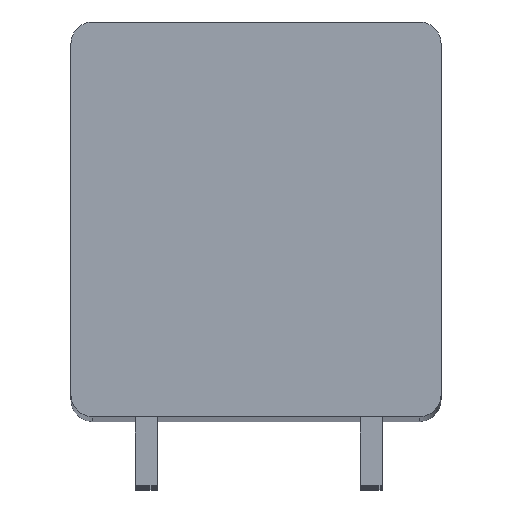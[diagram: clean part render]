
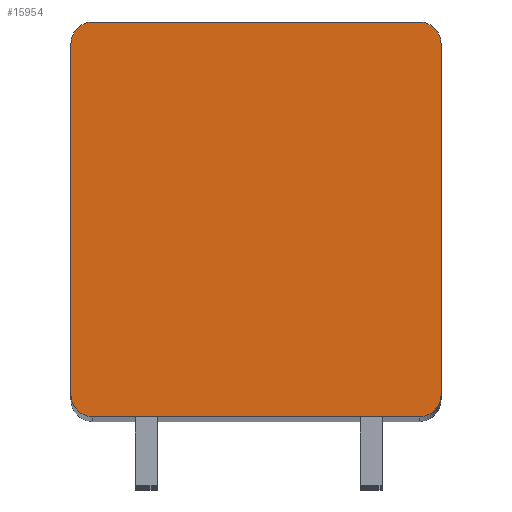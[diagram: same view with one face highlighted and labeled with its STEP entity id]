
A CAD part, top view. The second image highlights one B-rep face of the part: STEP entity #15954.
In plain terms, the highlighted planar face has unit normal (0, 0, 1).
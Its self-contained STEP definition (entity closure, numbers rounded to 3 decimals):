
#2744=CARTESIAN_POINT('',(-5.95,6.4,2.5));
#2745=DIRECTION('',(0.,0.,1.));
#2746=DIRECTION('',(0.,1.,0.));
#2747=AXIS2_PLACEMENT_3D('',#2744,#2745,#2746);
#2749=DIRECTION('',(-1.,0.,0.));
#2750=VECTOR('',#2749,11.9);
#2751=CARTESIAN_POINT('',(5.95,7.2,2.5));
#2752=LINE('',#2751,#2750);
#2753=CARTESIAN_POINT('',(5.95,6.4,2.5));
#2754=DIRECTION('',(0.,0.,1.));
#2755=DIRECTION('',(1.,0.,0.));
#2756=AXIS2_PLACEMENT_3D('',#2753,#2754,#2755);
#2758=DIRECTION('',(0.,1.,0.));
#2759=VECTOR('',#2758,12.8);
#2760=CARTESIAN_POINT('',(6.75,-6.4,2.5));
#2761=LINE('',#2760,#2759);
#2762=CARTESIAN_POINT('',(5.95,-6.4,2.5));
#2763=DIRECTION('',(0.,0.,1.));
#2764=DIRECTION('',(0.,-1.,0.));
#2765=AXIS2_PLACEMENT_3D('',#2762,#2763,#2764);
#2767=DIRECTION('',(1.,0.,0.));
#2768=VECTOR('',#2767,11.9);
#2769=CARTESIAN_POINT('',(-5.95,-7.2,2.5));
#2770=LINE('',#2769,#2768);
#2771=CARTESIAN_POINT('',(-5.95,-6.4,2.5));
#2772=DIRECTION('',(0.,0.,1.));
#2773=DIRECTION('',(-1.,0.,0.));
#2774=AXIS2_PLACEMENT_3D('',#2771,#2772,#2773);
#2776=DIRECTION('',(0.,-1.,0.));
#2777=VECTOR('',#2776,12.8);
#2778=CARTESIAN_POINT('',(-6.75,6.4,2.5));
#2779=LINE('',#2778,#2777);
#11403=CARTESIAN_POINT('',(-5.95,7.2,2.5));
#11404=VERTEX_POINT('',#11403);
#11405=CARTESIAN_POINT('',(-6.75,6.4,2.5));
#11406=VERTEX_POINT('',#11405);
#11411=CARTESIAN_POINT('',(6.75,6.4,2.5));
#11412=VERTEX_POINT('',#11411);
#11413=CARTESIAN_POINT('',(5.95,7.2,2.5));
#11414=VERTEX_POINT('',#11413);
#11419=CARTESIAN_POINT('',(-6.75,-6.4,2.5));
#11420=VERTEX_POINT('',#11419);
#11421=CARTESIAN_POINT('',(-5.95,-7.2,2.5));
#11422=VERTEX_POINT('',#11421);
#11427=CARTESIAN_POINT('',(5.95,-7.2,2.5));
#11428=VERTEX_POINT('',#11427);
#11429=CARTESIAN_POINT('',(6.75,-6.4,2.5));
#11430=VERTEX_POINT('',#11429);
#15939=CARTESIAN_POINT('',(0.,0.,2.5));
#15940=DIRECTION('',(0.,0.,1.));
#15941=DIRECTION('',(1.,0.,0.));
#15942=AXIS2_PLACEMENT_3D('',#15939,#15940,#15941);
#15943=PLANE('',#15942);
#15944=ORIENTED_EDGE('',*,*,#14355,.F.);
#15945=ORIENTED_EDGE('',*,*,#14371,.F.);
#15946=ORIENTED_EDGE('',*,*,#14864,.F.);
#15947=ORIENTED_EDGE('',*,*,#14879,.F.);
#15948=ORIENTED_EDGE('',*,*,#15292,.F.);
#15949=ORIENTED_EDGE('',*,*,#15305,.F.);
#15950=ORIENTED_EDGE('',*,*,#15720,.F.);
#15951=ORIENTED_EDGE('',*,*,#15732,.F.);
#15952=EDGE_LOOP('',(#15944,#15945,#15946,#15947,#15948,#15949,#15950,#15951));
#15953=FACE_OUTER_BOUND('',#15952,.F.);
#2748=CIRCLE('',#2747,0.8);
#2757=CIRCLE('',#2756,0.8);
#2766=CIRCLE('',#2765,0.8);
#2775=CIRCLE('',#2774,0.8);
#14355=EDGE_CURVE('',#11404,#11406,#2748,.T.);
#14371=EDGE_CURVE('',#11414,#11404,#2752,.T.);
#14864=EDGE_CURVE('',#11412,#11414,#2757,.T.);
#14879=EDGE_CURVE('',#11430,#11412,#2761,.T.);
#15292=EDGE_CURVE('',#11428,#11430,#2766,.T.);
#15305=EDGE_CURVE('',#11422,#11428,#2770,.T.);
#15720=EDGE_CURVE('',#11420,#11422,#2775,.T.);
#15732=EDGE_CURVE('',#11406,#11420,#2779,.T.);
#15954=ADVANCED_FACE('',(#15953),#15943,.T.);
